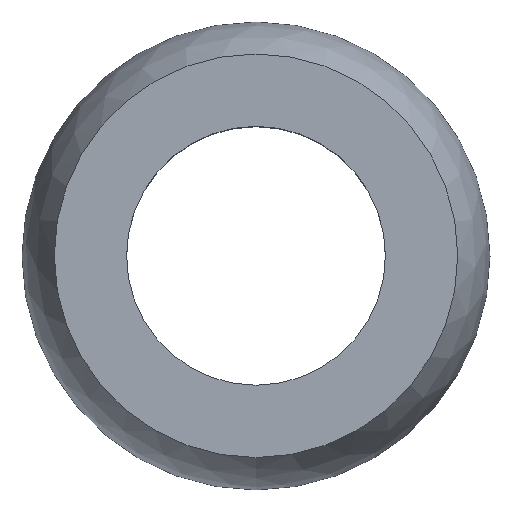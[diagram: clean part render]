
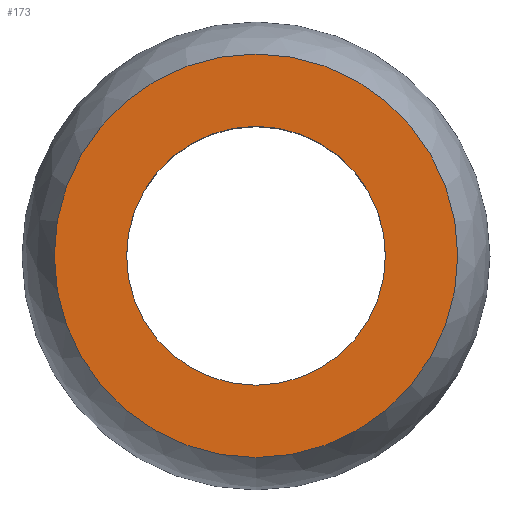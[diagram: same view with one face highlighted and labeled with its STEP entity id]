
A CAD part, top view. The second image highlights one B-rep face of the part: STEP entity #173.
In plain terms, the highlighted planar face has unit normal (0, 0, 1).
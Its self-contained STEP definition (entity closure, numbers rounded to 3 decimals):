
#5 = DIRECTION ( 'NONE',  ( 0., 1., 0. ) ) ;
#9 = AXIS2_PLACEMENT_3D ( 'NONE', #211, #225, #267 ) ;
#14 = CIRCLE ( 'NONE', #264, 5.531 ) ;
#20 = ORIENTED_EDGE ( 'NONE', *, *, #266, .F. ) ;
#34 = CARTESIAN_POINT ( 'NONE',  ( 0., 0., 5.065 ) ) ;
#40 = EDGE_CURVE ( 'NONE', #140, #156, #244, .T. ) ;
#42 = CARTESIAN_POINT ( 'NONE',  ( 0., 8.622, 5.065 ) ) ;
#44 = DIRECTION ( 'NONE',  ( 0., 1., 0. ) ) ;
#47 = ORIENTED_EDGE ( 'NONE', *, *, #157, .F. ) ;
#52 = ORIENTED_EDGE ( 'NONE', *, *, #92, .F. ) ;
#59 = CIRCLE ( 'NONE', #235, 8.622 ) ;
#68 = DIRECTION ( 'NONE',  ( 0., 1., 0. ) ) ;
#82 = CARTESIAN_POINT ( 'NONE',  ( 0., 0., 5.065 ) ) ;
#85 = FACE_BOUND ( 'NONE', #100, .T. ) ;
#88 = PLANE ( 'NONE',  #171 ) ;
#92 = EDGE_CURVE ( 'NONE', #124, #126, #59, .T. ) ;
#100 = EDGE_LOOP ( 'NONE', ( #185, #20 ) ) ;
#117 = CIRCLE ( 'NONE', #199, 8.622 ) ;
#121 = DIRECTION ( 'NONE',  ( 0., 1., 0. ) ) ;
#124 = VERTEX_POINT ( 'NONE', #42 ) ;
#126 = VERTEX_POINT ( 'NONE', #194 ) ;
#132 = CARTESIAN_POINT ( 'NONE',  ( 0., 5.531, 5.065 ) ) ;
#140 = VERTEX_POINT ( 'NONE', #132 ) ;
#145 = DIRECTION ( 'NONE',  ( 0., 0., -1. ) ) ;
#152 = DIRECTION ( 'NONE',  ( 0., 0., -1. ) ) ;
#153 = CARTESIAN_POINT ( 'NONE',  ( 0., 0., 5.065 ) ) ;
#154 = DIRECTION ( 'NONE',  ( 0., 0., -1. ) ) ;
#156 = VERTEX_POINT ( 'NONE', #253 ) ;
#157 = EDGE_CURVE ( 'NONE', #126, #124, #117, .T. ) ;
#171 = AXIS2_PLACEMENT_3D ( 'NONE', #215, #154, #44 ) ;
#173 = ADVANCED_FACE ( 'NONE', ( #85, #192 ), #88, .F. ) ;
#174 = EDGE_LOOP ( 'NONE', ( #52, #47 ) ) ;
#185 = ORIENTED_EDGE ( 'NONE', *, *, #40, .F. ) ;
#192 = FACE_OUTER_BOUND ( 'NONE', #174, .T. ) ;
#194 = CARTESIAN_POINT ( 'NONE',  ( 0., -8.622, 5.065 ) ) ;
#199 = AXIS2_PLACEMENT_3D ( 'NONE', #82, #152, #68 ) ;
#211 = CARTESIAN_POINT ( 'NONE',  ( 0., 0., 5.065 ) ) ;
#215 = CARTESIAN_POINT ( 'NONE',  ( -10., 9.11, 5.065 ) ) ;
#225 = DIRECTION ( 'NONE',  ( 0., 0., 1. ) ) ;
#232 = DIRECTION ( 'NONE',  ( 0., 0., 1. ) ) ;
#235 = AXIS2_PLACEMENT_3D ( 'NONE', #34, #145, #121 ) ;
#244 = CIRCLE ( 'NONE', #9, 5.531 ) ;
#253 = CARTESIAN_POINT ( 'NONE',  ( 0., -5.531, 5.065 ) ) ;
#264 = AXIS2_PLACEMENT_3D ( 'NONE', #153, #232, #5 ) ;
#266 = EDGE_CURVE ( 'NONE', #156, #140, #14, .T. ) ;
#267 = DIRECTION ( 'NONE',  ( 0., 1., 0. ) ) ;
